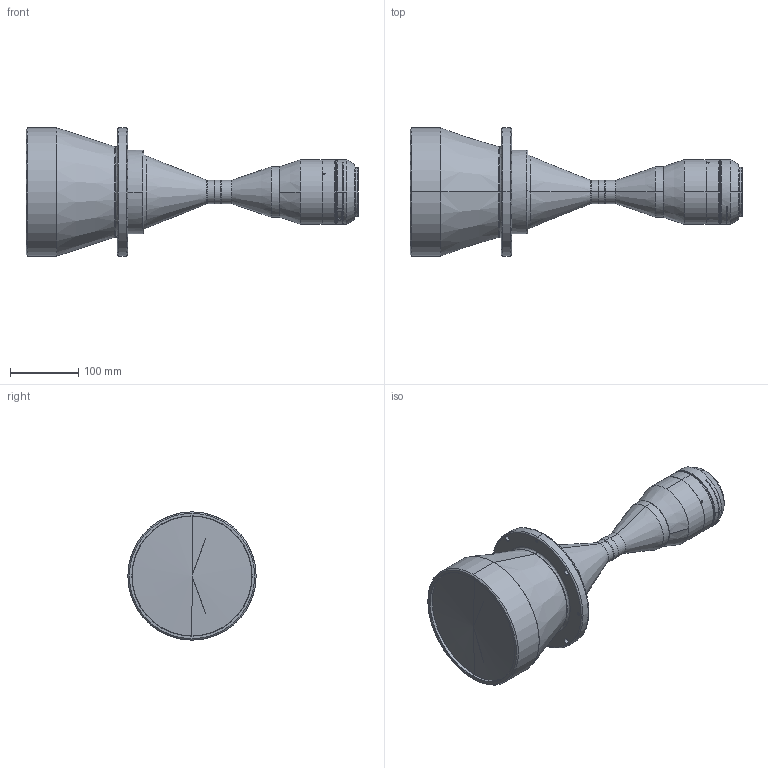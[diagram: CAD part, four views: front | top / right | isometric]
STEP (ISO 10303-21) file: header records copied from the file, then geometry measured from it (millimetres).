
FILE_DESCRIPTION (( 'STEP AP203' ), '1' );
FILE_NAME ('DTCM16K-150-AL.STEP', '2019-11-18T03:25:06', ( 'Windows 蚚誧' ), ( '' ), 'SwSTEP 2.0', 'SolidWorks 2017', '' );
FILE_SCHEMA (( 'CONFIG_CONTROL_DESIGN' ));
Length unit declared in the file: millimetre
Products named in the file (1): DTCM16K-150-AL
Bounding box: 486.95 x 188 x 188 mm (x, y, z)
Volume: 5004029.8 mm3; surface area: 234516 mm2
Topology: 2 solids, 2 shells, 142 faces, 342 edges, 213 vertices
Faces by surface type: cylinder 57, cone 47, plane 22, bspline 16
Entity records: 5332 total; most frequent: CARTESIAN_POINT 1960, DIRECTION 717, ORIENTED_EDGE 676, EDGE_CURVE 338, AXIS2_PLACEMENT_3D 302, VERTEX_POINT 213, CIRCLE 175, EDGE_LOOP 173
